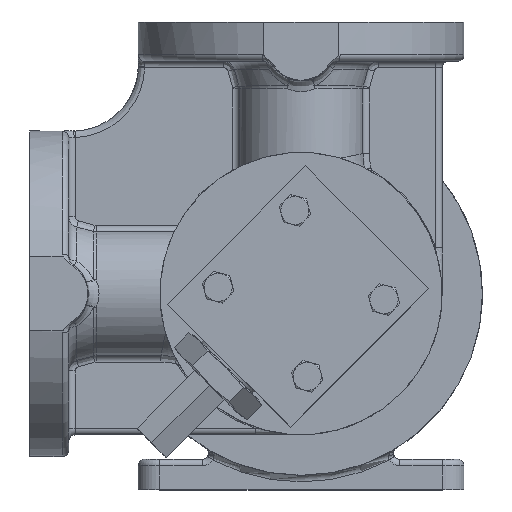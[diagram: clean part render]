
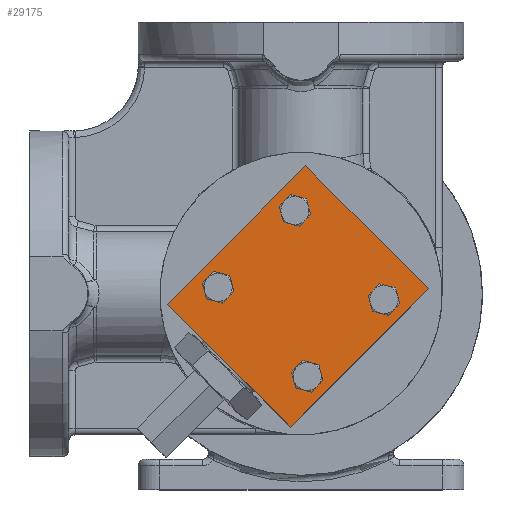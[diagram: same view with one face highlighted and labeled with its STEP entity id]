
A CAD part, top view. The second image highlights one B-rep face of the part: STEP entity #29175.
In plain terms, the highlighted planar face has unit normal (0, 0, 1).
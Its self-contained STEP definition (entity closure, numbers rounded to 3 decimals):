
#5444=DIRECTION('',(-0.707,-0.707,0.));
#5445=VECTOR('',#5444,90.);
#5446=CARTESIAN_POINT('',(2.121,58.69,184.5));
#5447=LINE('',#5446,#5445);
#5448=DIRECTION('',(-0.707,0.707,0.));
#5449=VECTOR('',#5448,80.);
#5450=CARTESIAN_POINT('',(58.69,2.121,184.5));
#5451=LINE('',#5450,#5449);
#5452=DIRECTION('',(0.707,0.707,0.));
#5453=VECTOR('',#5452,90.);
#5454=CARTESIAN_POINT('',(-4.95,-61.518,184.5));
#5455=LINE('',#5454,#5453);
#5456=DIRECTION('',(0.707,-0.707,0.));
#5457=VECTOR('',#5456,80.);
#5458=CARTESIAN_POINT('',(-61.518,-4.95,184.5));
#5459=LINE('',#5458,#5457);
#5460=CARTESIAN_POINT('',(-38.184,2.828,184.5));
#5461=DIRECTION('',(0.,0.,-1.));
#5462=DIRECTION('',(0.707,-0.707,0.));
#5463=AXIS2_PLACEMENT_3D('',#5460,#5461,#5462);
#5465=CARTESIAN_POINT('',(-38.184,2.828,184.5));
#5466=DIRECTION('',(0.,0.,-1.));
#5467=DIRECTION('',(-0.707,0.707,0.));
#5468=AXIS2_PLACEMENT_3D('',#5465,#5466,#5467);
#5470=CARTESIAN_POINT('',(-2.828,38.184,184.5));
#5471=DIRECTION('',(0.,0.,-1.));
#5472=DIRECTION('',(0.707,-0.707,0.));
#5473=AXIS2_PLACEMENT_3D('',#5470,#5471,#5472);
#5475=CARTESIAN_POINT('',(-2.828,38.184,184.5));
#5476=DIRECTION('',(0.,0.,-1.));
#5477=DIRECTION('',(-0.707,0.707,0.));
#5478=AXIS2_PLACEMENT_3D('',#5475,#5476,#5477);
#5480=CARTESIAN_POINT('',(38.184,-2.828,184.5));
#5481=DIRECTION('',(0.,0.,-1.));
#5482=DIRECTION('',(0.707,-0.707,0.));
#5483=AXIS2_PLACEMENT_3D('',#5480,#5481,#5482);
#5485=CARTESIAN_POINT('',(38.184,-2.828,184.5));
#5486=DIRECTION('',(0.,0.,-1.));
#5487=DIRECTION('',(-0.707,0.707,0.));
#5488=AXIS2_PLACEMENT_3D('',#5485,#5486,#5487);
#5490=CARTESIAN_POINT('',(2.828,-38.184,184.5));
#5491=DIRECTION('',(0.,0.,-1.));
#5492=DIRECTION('',(0.707,-0.707,0.));
#5493=AXIS2_PLACEMENT_3D('',#5490,#5491,#5492);
#5495=CARTESIAN_POINT('',(2.828,-38.184,184.5));
#5496=DIRECTION('',(0.,0.,-1.));
#5497=DIRECTION('',(-0.707,0.707,0.));
#5498=AXIS2_PLACEMENT_3D('',#5495,#5496,#5497);
#17676=CARTESIAN_POINT('',(2.121,58.69,184.5));
#17677=CARTESIAN_POINT('',(-61.518,-4.95,184.5));
#17678=VERTEX_POINT('',#17676);
#17679=VERTEX_POINT('',#17677);
#17680=CARTESIAN_POINT('',(-4.95,-61.518,184.5));
#17681=VERTEX_POINT('',#17680);
#17682=CARTESIAN_POINT('',(58.69,2.121,184.5));
#17683=VERTEX_POINT('',#17682);
#17808=CARTESIAN_POINT('',(-33.87,-1.485,184.5));
#17809=CARTESIAN_POINT('',(-42.497,7.142,184.5));
#17810=VERTEX_POINT('',#17808);
#17811=VERTEX_POINT('',#17809);
#17846=CARTESIAN_POINT('',(1.485,33.87,184.5));
#17847=CARTESIAN_POINT('',(-7.142,42.497,184.5));
#17848=VERTEX_POINT('',#17846);
#17849=VERTEX_POINT('',#17847);
#17884=CARTESIAN_POINT('',(42.497,-7.142,184.5));
#17885=CARTESIAN_POINT('',(33.87,1.485,184.5));
#17886=VERTEX_POINT('',#17884);
#17887=VERTEX_POINT('',#17885);
#17922=CARTESIAN_POINT('',(7.142,-42.497,184.5));
#17923=CARTESIAN_POINT('',(-1.485,-33.87,184.5));
#17924=VERTEX_POINT('',#17922);
#17925=VERTEX_POINT('',#17923);
#29140=CARTESIAN_POINT('',(-1.414,-1.414,184.5));
#29141=DIRECTION('',(0.,0.,1.));
#29142=DIRECTION('',(0.707,-0.707,0.));
#29143=AXIS2_PLACEMENT_3D('',#29140,#29141,#29142);
#29144=PLANE('',#29143);
#29145=ORIENTED_EDGE('',*,*,#29086,.F.);
#29146=ORIENTED_EDGE('',*,*,#29101,.F.);
#29147=ORIENTED_EDGE('',*,*,#29115,.F.);
#29148=ORIENTED_EDGE('',*,*,#29128,.F.);
#29149=EDGE_LOOP('',(#29145,#29146,#29147,#29148));
#29150=FACE_OUTER_BOUND('',#29149,.F.);
#29152=ORIENTED_EDGE('',*,*,#29151,.F.);
#29154=ORIENTED_EDGE('',*,*,#29153,.F.);
#29155=EDGE_LOOP('',(#29152,#29154));
#29156=FACE_BOUND('',#29155,.F.);
#29158=ORIENTED_EDGE('',*,*,#29157,.F.);
#29160=ORIENTED_EDGE('',*,*,#29159,.F.);
#29161=EDGE_LOOP('',(#29158,#29160));
#29162=FACE_BOUND('',#29161,.F.);
#29164=ORIENTED_EDGE('',*,*,#29163,.F.);
#29166=ORIENTED_EDGE('',*,*,#29165,.F.);
#29167=EDGE_LOOP('',(#29164,#29166));
#29168=FACE_BOUND('',#29167,.F.);
#29170=ORIENTED_EDGE('',*,*,#29169,.F.);
#29172=ORIENTED_EDGE('',*,*,#29171,.F.);
#29173=EDGE_LOOP('',(#29170,#29172));
#29174=FACE_BOUND('',#29173,.F.);
#29175=ADVANCED_FACE('',(#29150,#29156,#29162,#29168,#29174),#29144,.T.);
#5464=CIRCLE('',#5463,6.1);
#5469=CIRCLE('',#5468,6.1);
#5474=CIRCLE('',#5473,6.1);
#5479=CIRCLE('',#5478,6.1);
#5484=CIRCLE('',#5483,6.1);
#5489=CIRCLE('',#5488,6.1);
#5494=CIRCLE('',#5493,6.1);
#5499=CIRCLE('',#5498,6.1);
#29086=EDGE_CURVE('',#17678,#17679,#5447,.T.);
#29101=EDGE_CURVE('',#17683,#17678,#5451,.T.);
#29115=EDGE_CURVE('',#17681,#17683,#5455,.T.);
#29128=EDGE_CURVE('',#17679,#17681,#5459,.T.);
#29151=EDGE_CURVE('',#17810,#17811,#5464,.T.);
#29153=EDGE_CURVE('',#17811,#17810,#5469,.T.);
#29157=EDGE_CURVE('',#17848,#17849,#5474,.T.);
#29159=EDGE_CURVE('',#17849,#17848,#5479,.T.);
#29163=EDGE_CURVE('',#17886,#17887,#5484,.T.);
#29165=EDGE_CURVE('',#17887,#17886,#5489,.T.);
#29169=EDGE_CURVE('',#17924,#17925,#5494,.T.);
#29171=EDGE_CURVE('',#17925,#17924,#5499,.T.);
